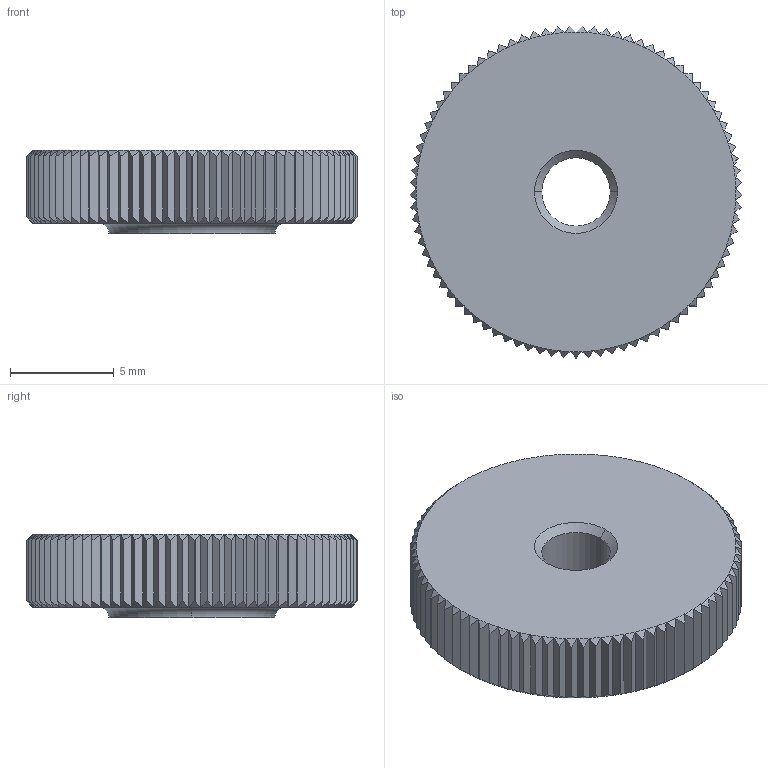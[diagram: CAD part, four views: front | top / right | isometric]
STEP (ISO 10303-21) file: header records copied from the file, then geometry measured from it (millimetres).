
FILE_DESCRIPTION(('STEP AP214'),'1');
FILE_NAME(' ',' ',('TraceParts'),('TraceParts S.A.'),'XStep 1.0',' ',' ');
FILE_SCHEMA(('automotive_design'));
Length unit declared in the file: millimetre
Products named in the file (1): 1
Bounding box: 16 x 15.99 x 4 mm (x, y, z)
Volume: 666.8 mm3; surface area: 648 mm2
Topology: 1 solids, 1 shells, 440 faces, 967 edges, 530 vertices
Faces by surface type: cone 178, plane 173, cylinder 87, torus 2
Entity records: 22406 total; most frequent: CARTESIAN_POINT 2626, STYLED_ITEM 1938, PRESENTATION_STYLE_ASSIGNMENT 1938, COLOUR_RGB 1938, ORIENTED_EDGE 1934, DIRECTION 1863, EDGE_CURVE 967, CURVE_STYLE 967
